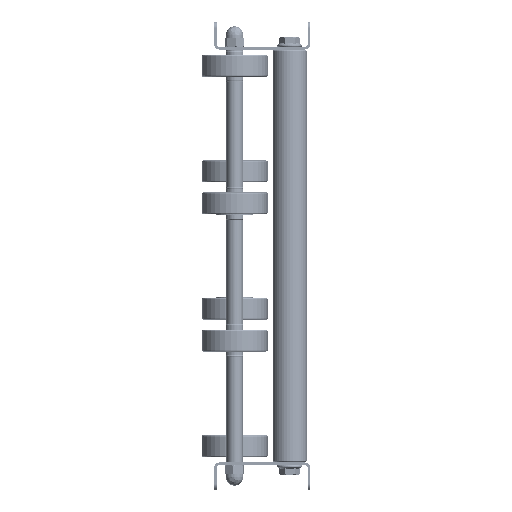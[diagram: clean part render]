
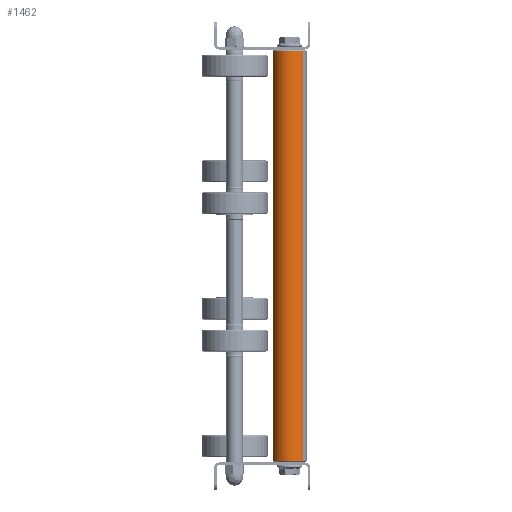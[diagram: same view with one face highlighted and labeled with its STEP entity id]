
A CAD part, left-side view. The second image highlights one B-rep face of the part: STEP entity #1462.
In plain terms, the highlighted cylindrical face has radius 12.5 mm (diameter 25 mm), a partial arc.
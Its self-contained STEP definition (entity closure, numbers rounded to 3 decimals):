
#171 = EDGE_CURVE ( 'NONE', #15611, #11662, #10658, .T. ) ;
#1025 = AXIS2_PLACEMENT_3D ( 'NONE', #1163, #6869, #6784 ) ;
#1163 = CARTESIAN_POINT ( 'NONE',  ( 300., 0., 0. ) ) ;
#1462 = ADVANCED_FACE ( 'NONE', ( #11435 ), #9670, .T. ) ;
#1783 = DIRECTION ( 'NONE',  ( 1., 0., 0. ) ) ;
#2014 = CARTESIAN_POINT ( 'NONE',  ( 299., 0., 12.5 ) ) ;
#2547 = DIRECTION ( 'NONE',  ( 0., 0., -1. ) ) ;
#2737 = VERTEX_POINT ( 'NONE', #13913 ) ;
#3033 = ORIENTED_EDGE ( 'NONE', *, *, #12082, .T. ) ;
#3475 = DIRECTION ( 'NONE',  ( 0., 0., -1. ) ) ;
#4681 = CARTESIAN_POINT ( 'NONE',  ( 299., 0., -12.5 ) ) ;
#4965 = ORIENTED_EDGE ( 'NONE', *, *, #171, .T. ) ;
#5803 = EDGE_LOOP ( 'NONE', ( #15584, #11755, #4965, #3033 ) ) ;
#6759 = CARTESIAN_POINT ( 'NONE',  ( 299., 0., 0. ) ) ;
#6784 = DIRECTION ( 'NONE',  ( 0., 0., 1. ) ) ;
#6869 = DIRECTION ( 'NONE',  ( -1., 0., 0. ) ) ;
#6906 = AXIS2_PLACEMENT_3D ( 'NONE', #9080, #1783, #3475 ) ;
#6919 = VERTEX_POINT ( 'NONE', #4681 ) ;
#7858 = VECTOR ( 'NONE', #14719, 1000. ) ;
#8291 = EDGE_CURVE ( 'NONE', #6919, #2737, #11761, .T. ) ;
#9080 = CARTESIAN_POINT ( 'NONE',  ( 1., 0., 0. ) ) ;
#9670 = CYLINDRICAL_SURFACE ( 'NONE', #1025, 12.5 ) ;
#9723 = CIRCLE ( 'NONE', #16558, 12.5 ) ;
#10603 = CARTESIAN_POINT ( 'NONE',  ( 1., 0., 12.5 ) ) ;
#10658 = LINE ( 'NONE', #16318, #7858 ) ;
#11435 = FACE_OUTER_BOUND ( 'NONE', #5803, .T. ) ;
#11662 = VERTEX_POINT ( 'NONE', #10603 ) ;
#11755 = ORIENTED_EDGE ( 'NONE', *, *, #17487, .T. ) ;
#11761 = LINE ( 'NONE', #16028, #12711 ) ;
#11939 = DIRECTION ( 'NONE',  ( -1., 0., 0. ) ) ;
#12082 = EDGE_CURVE ( 'NONE', #11662, #2737, #16422, .T. ) ;
#12711 = VECTOR ( 'NONE', #11939, 1000. ) ;
#13723 = DIRECTION ( 'NONE',  ( -1., 0., 0. ) ) ;
#13913 = CARTESIAN_POINT ( 'NONE',  ( 1., 0., -12.5 ) ) ;
#14719 = DIRECTION ( 'NONE',  ( -1., 0., 0. ) ) ;
#15584 = ORIENTED_EDGE ( 'NONE', *, *, #8291, .F. ) ;
#15611 = VERTEX_POINT ( 'NONE', #2014 ) ;
#16028 = CARTESIAN_POINT ( 'NONE',  ( 300., 0., -12.5 ) ) ;
#16318 = CARTESIAN_POINT ( 'NONE',  ( 300., 0., 12.5 ) ) ;
#16422 = CIRCLE ( 'NONE', #6906, 12.5 ) ;
#16558 = AXIS2_PLACEMENT_3D ( 'NONE', #6759, #13723, #2547 ) ;
#17487 = EDGE_CURVE ( 'NONE', #6919, #15611, #9723, .T. ) ;
